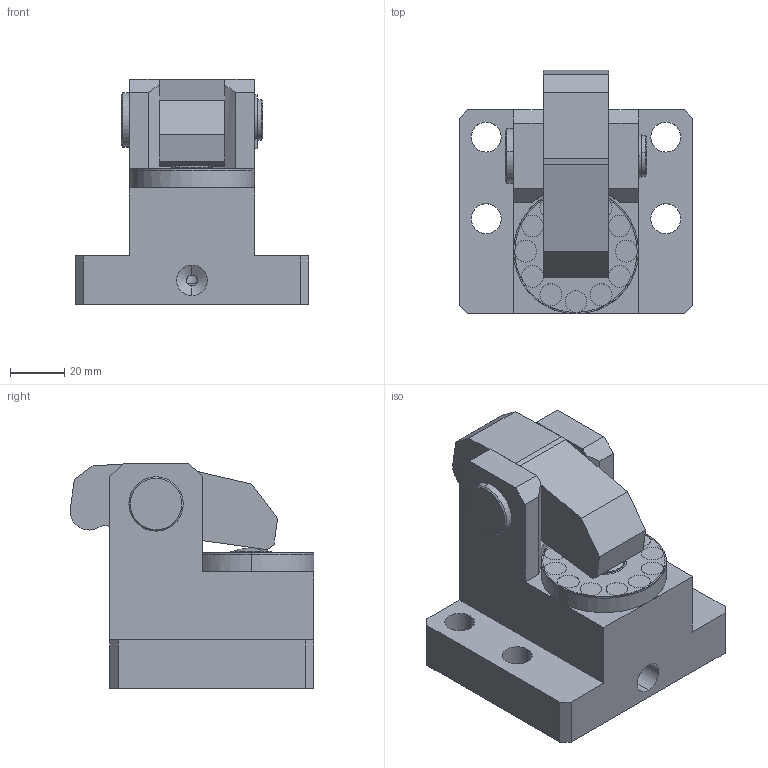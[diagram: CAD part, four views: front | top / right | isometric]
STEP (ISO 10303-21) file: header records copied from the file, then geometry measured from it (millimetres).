
FILE_DESCRIPTION (( 'STEP AP203' ), '1' );
FILE_NAME ('CYS-3005 陔蚾饜极.STEP', '2019-12-11T09:25:56', ( '' ), ( '' ), 'SwSTEP 2.0', 'SolidWorks 2017', '' );
FILE_SCHEMA (( 'CONFIG_CONTROL_DESIGN' ));
Length unit declared in the file: millimetre
Products named in the file (7): RCS-3005菁釱; RCS-3005粣縐; RCS-3005种; CYS-3005 陔蚾饜极; RCS-3005 揤旋; RCS-3005傍杶; RCS-3005 活塞杆
Assembly tree (6 placements, depth 2):
  CYS-3005 陔蚾饜极
    RCS-3005 活塞杆
    RCS-3005 揤旋
    RCS-3005傍杶
    RCS-3005菁釱
    RCS-3005种
    RCS-3005粣縐
Bounding box: 86 x 89.6 x 83 mm (x, y, z)
Volume: 287592.2 mm3; surface area: 65764.5 mm2
Topology: 7 solids, 7 shells, 266 faces, 648 edges, 423 vertices
Faces by surface type: cylinder 133, plane 91, cone 28, torus 8, bspline 4, sphere 2
Entity records: 9070 total; most frequent: CARTESIAN_POINT 1719, DIRECTION 1510, ORIENTED_EDGE 1292, EDGE_CURVE 646, AXIS2_PLACEMENT_3D 614, VERTEX_POINT 422, CIRCLE 343, EDGE_LOOP 342
